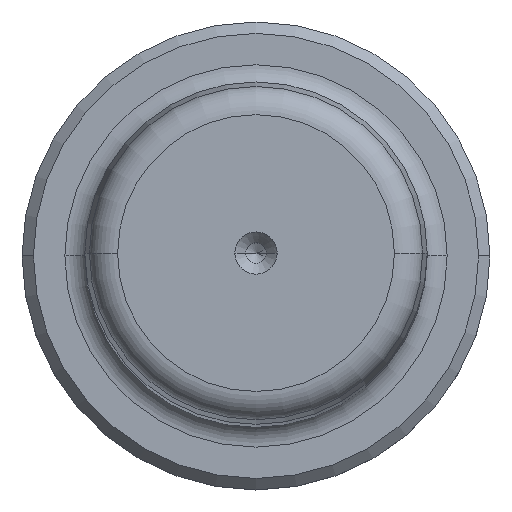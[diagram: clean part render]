
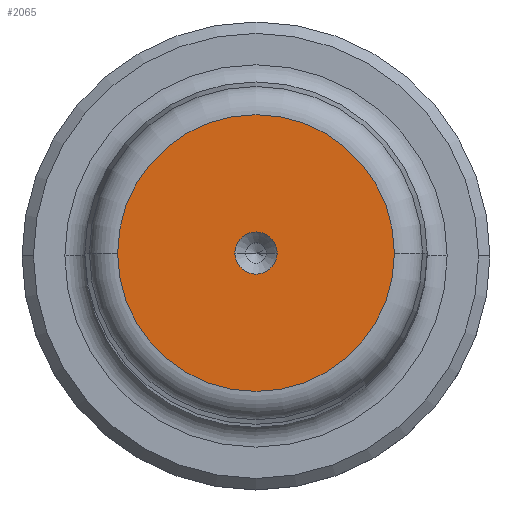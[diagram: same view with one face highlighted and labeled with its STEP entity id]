
A CAD part, top view. The second image highlights one B-rep face of the part: STEP entity #2065.
In plain terms, the highlighted planar face has unit normal (0, 0, 1).
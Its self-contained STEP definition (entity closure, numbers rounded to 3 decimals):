
#18 = VERTEX_POINT ( 'NONE', #416 ) ;
#25 = DIRECTION ( 'NONE',  ( 1., 0., 0. ) ) ;
#37 = EDGE_CURVE ( 'NONE', #1257, #2315, #2229, .T. ) ;
#129 = CIRCLE ( 'NONE', #1060, 12.124 ) ;
#138 = EDGE_LOOP ( 'NONE', ( #1232, #185 ) ) ;
#165 = EDGE_CURVE ( 'NONE', #597, #18, #1107, .T. ) ;
#185 = ORIENTED_EDGE ( 'NONE', *, *, #846, .T. ) ;
#309 = PLANE ( 'NONE',  #1122 ) ;
#397 = CARTESIAN_POINT ( 'NONE',  ( 12.124, 0., 180. ) ) ;
#416 = CARTESIAN_POINT ( 'NONE',  ( 1.85, 0., 180. ) ) ;
#444 = DIRECTION ( 'NONE',  ( 1., 0., 0. ) ) ;
#471 = FACE_BOUND ( 'NONE', #1737, .T. ) ;
#573 = CARTESIAN_POINT ( 'NONE',  ( 0., 0., 180. ) ) ;
#597 = VERTEX_POINT ( 'NONE', #1888 ) ;
#757 = DIRECTION ( 'NONE',  ( 1., 0., 0. ) ) ;
#767 = AXIS2_PLACEMENT_3D ( 'NONE', #977, #2231, #1153 ) ;
#846 = EDGE_CURVE ( 'NONE', #2315, #1257, #129, .T. ) ;
#900 = CARTESIAN_POINT ( 'NONE',  ( -12.124, 0., 180. ) ) ;
#909 = CARTESIAN_POINT ( 'NONE',  ( 0., 0., 180. ) ) ;
#977 = CARTESIAN_POINT ( 'NONE',  ( 0., 0., 180. ) ) ;
#1058 = AXIS2_PLACEMENT_3D ( 'NONE', #573, #1833, #757 ) ;
#1060 = AXIS2_PLACEMENT_3D ( 'NONE', #2185, #1106, #25 ) ;
#1091 = DIRECTION ( 'NONE',  ( 1., 0., 0. ) ) ;
#1106 = DIRECTION ( 'NONE',  ( 0., 0., 1. ) ) ;
#1107 = CIRCLE ( 'NONE', #2110, 1.85 ) ;
#1122 = AXIS2_PLACEMENT_3D ( 'NONE', #1168, #1534, #444 ) ;
#1153 = DIRECTION ( 'NONE',  ( 1., 0., 0. ) ) ;
#1168 = CARTESIAN_POINT ( 'NONE',  ( 0., 0., 180. ) ) ;
#1232 = ORIENTED_EDGE ( 'NONE', *, *, #37, .T. ) ;
#1257 = VERTEX_POINT ( 'NONE', #397 ) ;
#1384 = FACE_OUTER_BOUND ( 'NONE', #138, .T. ) ;
#1387 = CIRCLE ( 'NONE', #1058, 1.85 ) ;
#1411 = ORIENTED_EDGE ( 'NONE', *, *, #1845, .F. ) ;
#1534 = DIRECTION ( 'NONE',  ( 0., 0., 1. ) ) ;
#1737 = EDGE_LOOP ( 'NONE', ( #1411, #1939 ) ) ;
#1833 = DIRECTION ( 'NONE',  ( 0., 0., 1. ) ) ;
#1845 = EDGE_CURVE ( 'NONE', #18, #597, #1387, .T. ) ;
#1888 = CARTESIAN_POINT ( 'NONE',  ( -1.85, 0., 180. ) ) ;
#1939 = ORIENTED_EDGE ( 'NONE', *, *, #165, .F. ) ;
#2065 = ADVANCED_FACE ( 'NONE', ( #471, #1384 ), #309, .T. ) ;
#2110 = AXIS2_PLACEMENT_3D ( 'NONE', #909, #2161, #1091 ) ;
#2161 = DIRECTION ( 'NONE',  ( 0., 0., 1. ) ) ;
#2185 = CARTESIAN_POINT ( 'NONE',  ( 0., 0., 180. ) ) ;
#2229 = CIRCLE ( 'NONE', #767, 12.124 ) ;
#2231 = DIRECTION ( 'NONE',  ( 0., 0., 1. ) ) ;
#2315 = VERTEX_POINT ( 'NONE', #900 ) ;
